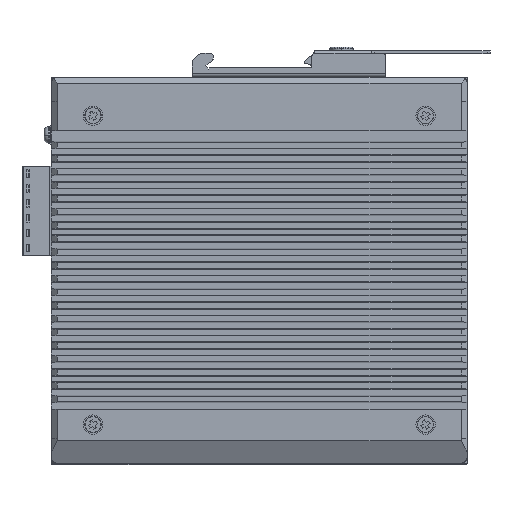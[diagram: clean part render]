
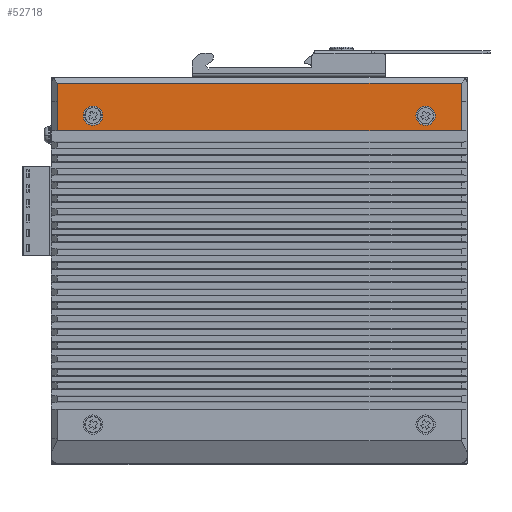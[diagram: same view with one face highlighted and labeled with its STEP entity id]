
A CAD part, left-side view. The second image highlights one B-rep face of the part: STEP entity #52718.
In plain terms, the highlighted planar face has unit normal (-1, 0, 0).
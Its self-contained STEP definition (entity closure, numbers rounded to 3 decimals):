
#392 = PLANE ( 'NONE',  #36275 ) ;
#1841 = VECTOR ( 'NONE', #208437, 1000. ) ;
#2479 = CARTESIAN_POINT ( 'NONE',  ( -143.165, 172.993, 45.5 ) ) ;
#5950 = EDGE_CURVE ( 'NONE', #120052, #44239, #184788, .T. ) ;
#7679 = CARTESIAN_POINT ( 'NONE',  ( -143.165, 60.993, 52. ) ) ;
#14825 = DIRECTION ( 'NONE',  ( -1., 0., 0. ) ) ;
#16657 = EDGE_CURVE ( 'NONE', #44239, #62617, #20179, .T. ) ;
#17569 = CARTESIAN_POINT ( 'NONE',  ( -143.165, 184.993, 53.45 ) ) ;
#19378 = FACE_BOUND ( 'NONE', #124893, .T. ) ;
#20179 = LINE ( 'NONE', #51908, #204334 ) ;
#21262 = EDGE_CURVE ( 'NONE', #120052, #74971, #70042, .T. ) ;
#23720 = EDGE_CURVE ( 'NONE', #113564, #163366, #185967, .T. ) ;
#24597 = DIRECTION ( 'NONE',  ( 0., 0., -1. ) ) ;
#25629 = CARTESIAN_POINT ( 'NONE',  ( -143.165, 116.993, -3.25 ) ) ;
#28074 = ORIENTED_EDGE ( 'NONE', *, *, #199162, .T. ) ;
#28844 = ORIENTED_EDGE ( 'NONE', *, *, #5950, .T. ) ;
#31451 = CIRCLE ( 'NONE', #99051, 3.25 ) ;
#36275 = AXIS2_PLACEMENT_3D ( 'NONE', #25629, #88133, #24597 ) ;
#39589 = CARTESIAN_POINT ( 'NONE',  ( -143.165, 48.993, 61.75 ) ) ;
#40166 = EDGE_CURVE ( 'NONE', #62617, #106732, #107178, .T. ) ;
#43529 = DIRECTION ( 'NONE',  ( -1., 0., 0. ) ) ;
#44239 = VERTEX_POINT ( 'NONE', #191752 ) ;
#44608 = CARTESIAN_POINT ( 'NONE',  ( -143.165, 184.993, 59.75 ) ) ;
#51908 = CARTESIAN_POINT ( 'NONE',  ( -143.165, 48.993, 61.75 ) ) ;
#52718 = ADVANCED_FACE ( 'NONE', ( #177272, #19378, #83934 ), #392, .T. ) ;
#62617 = VERTEX_POINT ( 'NONE', #173647 ) ;
#64358 = VECTOR ( 'NONE', #82135, 1000. ) ;
#64494 = AXIS2_PLACEMENT_3D ( 'NONE', #65571, #149361, #167304 ) ;
#65571 = CARTESIAN_POINT ( 'NONE',  ( -143.165, 60.993, 48.75 ) ) ;
#66446 = CARTESIAN_POINT ( 'NONE',  ( -143.165, 60.993, 45.5 ) ) ;
#67712 = ORIENTED_EDGE ( 'NONE', *, *, #16657, .T. ) ;
#70042 = LINE ( 'NONE', #183489, #74027 ) ;
#71158 = ORIENTED_EDGE ( 'NONE', *, *, #143380, .T. ) ;
#72386 = ORIENTED_EDGE ( 'NONE', *, *, #128105, .F. ) ;
#74027 = VECTOR ( 'NONE', #135774, 1000. ) ;
#74923 = CARTESIAN_POINT ( 'NONE',  ( -143.165, 184.993, 59.75 ) ) ;
#74971 = VERTEX_POINT ( 'NONE', #111268 ) ;
#78985 = LINE ( 'NONE', #17569, #64358 ) ;
#82135 = DIRECTION ( 'NONE',  ( 0., 0., -1. ) ) ;
#83934 = FACE_BOUND ( 'NONE', #146447, .T. ) ;
#88133 = DIRECTION ( 'NONE',  ( -1., 0., 0. ) ) ;
#88597 = ORIENTED_EDGE ( 'NONE', *, *, #95584, .F. ) ;
#88822 = ORIENTED_EDGE ( 'NONE', *, *, #147179, .F. ) ;
#95342 = CARTESIAN_POINT ( 'NONE',  ( -143.165, 172.993, 48.75 ) ) ;
#95485 = VERTEX_POINT ( 'NONE', #126044 ) ;
#95584 = EDGE_CURVE ( 'NONE', #99007, #189005, #206640, .T. ) ;
#99007 = VERTEX_POINT ( 'NONE', #66446 ) ;
#99051 = AXIS2_PLACEMENT_3D ( 'NONE', #108154, #43529, #171778 ) ;
#99572 = VECTOR ( 'NONE', #104230, 1000. ) ;
#102737 = AXIS2_PLACEMENT_3D ( 'NONE', #169667, #155918, #154858 ) ;
#104230 = DIRECTION ( 'NONE',  ( 0., 0., 1. ) ) ;
#104241 = ORIENTED_EDGE ( 'NONE', *, *, #40166, .T. ) ;
#106490 = CARTESIAN_POINT ( 'NONE',  ( -143.165, 48.993, 43.65 ) ) ;
#106732 = VERTEX_POINT ( 'NONE', #74923 ) ;
#107178 = LINE ( 'NONE', #44608, #117840 ) ;
#108154 = CARTESIAN_POINT ( 'NONE',  ( -143.165, 172.993, 48.75 ) ) ;
#111268 = CARTESIAN_POINT ( 'NONE',  ( -143.165, 184.993, 43.65 ) ) ;
#113564 = VERTEX_POINT ( 'NONE', #2479 ) ;
#116553 = DIRECTION ( 'NONE',  ( 0., 0., 1. ) ) ;
#117840 = VECTOR ( 'NONE', #185666, 1000. ) ;
#120052 = VERTEX_POINT ( 'NONE', #106490 ) ;
#120863 = EDGE_LOOP ( 'NONE', ( #156097, #28844, #67712, #104241, #71158, #28074 ) ) ;
#124893 = EDGE_LOOP ( 'NONE', ( #88597, #72386 ) ) ;
#126044 = CARTESIAN_POINT ( 'NONE',  ( -143.165, 184.993, 53.45 ) ) ;
#126727 = LINE ( 'NONE', #190383, #1841 ) ;
#128105 = EDGE_CURVE ( 'NONE', #189005, #99007, #140003, .T. ) ;
#135774 = DIRECTION ( 'NONE',  ( 0., 1., 0. ) ) ;
#140003 = CIRCLE ( 'NONE', #102737, 3.25 ) ;
#143380 = EDGE_CURVE ( 'NONE', #106732, #95485, #78985, .T. ) ;
#143859 = CARTESIAN_POINT ( 'NONE',  ( -143.165, 172.993, 52. ) ) ;
#146447 = EDGE_LOOP ( 'NONE', ( #174516, #88822 ) ) ;
#147179 = EDGE_CURVE ( 'NONE', #163366, #113564, #31451, .T. ) ;
#149361 = DIRECTION ( 'NONE',  ( -1., 0., 0. ) ) ;
#154858 = DIRECTION ( 'NONE',  ( 0., 0., -1. ) ) ;
#155918 = DIRECTION ( 'NONE',  ( -1., 0., 0. ) ) ;
#156097 = ORIENTED_EDGE ( 'NONE', *, *, #21262, .F. ) ;
#163366 = VERTEX_POINT ( 'NONE', #143859 ) ;
#167304 = DIRECTION ( 'NONE',  ( 0., 0., -1. ) ) ;
#169667 = CARTESIAN_POINT ( 'NONE',  ( -143.165, 60.993, 48.75 ) ) ;
#171778 = DIRECTION ( 'NONE',  ( 0., 0., -1. ) ) ;
#173647 = CARTESIAN_POINT ( 'NONE',  ( -143.165, 48.993, 59.75 ) ) ;
#174516 = ORIENTED_EDGE ( 'NONE', *, *, #23720, .F. ) ;
#177272 = FACE_OUTER_BOUND ( 'NONE', #120863, .T. ) ;
#183489 = CARTESIAN_POINT ( 'NONE',  ( -143.165, 116.993, 43.65 ) ) ;
#184788 = LINE ( 'NONE', #39589, #99572 ) ;
#185666 = DIRECTION ( 'NONE',  ( 0., 1., 0. ) ) ;
#185967 = CIRCLE ( 'NONE', #189454, 3.25 ) ;
#189005 = VERTEX_POINT ( 'NONE', #7679 ) ;
#189454 = AXIS2_PLACEMENT_3D ( 'NONE', #95342, #14825, #208796 ) ;
#190383 = CARTESIAN_POINT ( 'NONE',  ( -143.165, 184.993, -68.25 ) ) ;
#191752 = CARTESIAN_POINT ( 'NONE',  ( -143.165, 48.993, 53.45 ) ) ;
#199162 = EDGE_CURVE ( 'NONE', #95485, #74971, #126727, .T. ) ;
#204334 = VECTOR ( 'NONE', #116553, 1000. ) ;
#206640 = CIRCLE ( 'NONE', #64494, 3.25 ) ;
#208437 = DIRECTION ( 'NONE',  ( 0., 0., -1. ) ) ;
#208796 = DIRECTION ( 'NONE',  ( 0., 0., -1. ) ) ;
